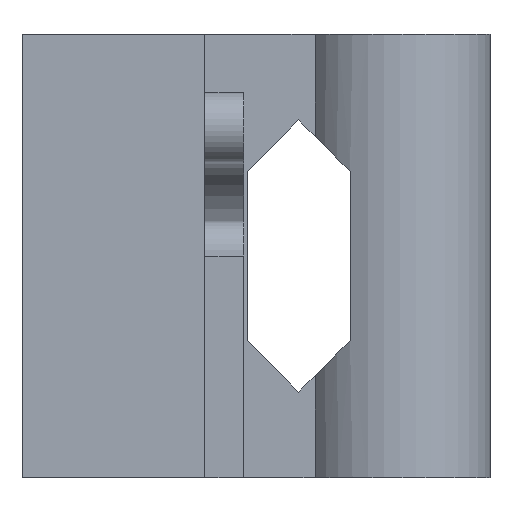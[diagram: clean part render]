
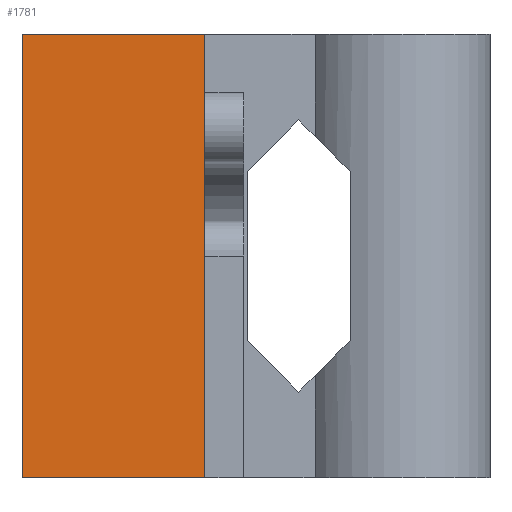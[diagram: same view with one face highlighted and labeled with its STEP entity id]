
A CAD part, front view. The second image highlights one B-rep face of the part: STEP entity #1781.
In plain terms, the highlighted planar face has unit normal (0, -1, 0).
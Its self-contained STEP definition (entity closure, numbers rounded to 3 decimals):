
#110 = PLANE('',#111);
#111 = AXIS2_PLACEMENT_3D('',#112,#113,#114);
#112 = CARTESIAN_POINT('',(-10.7,-8.25,57.));
#113 = DIRECTION('',(-0.,-0.,-1.));
#114 = DIRECTION('',(1.,0.,0.));
#1086 = PLANE('',#1087);
#1087 = AXIS2_PLACEMENT_3D('',#1088,#1089,#1090);
#1088 = CARTESIAN_POINT('',(-10.7,-8.25,0.));
#1089 = DIRECTION('',(-0.,-0.,1.));
#1090 = DIRECTION('',(-1.,0.,0.));
#1499 = PLANE('',#1500);
#1500 = AXIS2_PLACEMENT_3D('',#1501,#1502,#1503);
#1501 = CARTESIAN_POINT('',(-23.5,-8.25,0.));
#1502 = DIRECTION('',(-1.,-0.,-0.));
#1503 = DIRECTION('',(0.,1.,0.));
#1635 = VERTEX_POINT('',#1636);
#1636 = CARTESIAN_POINT('',(-23.5,-11.75,57.));
#1657 = EDGE_CURVE('',#1658,#1635,#1660,.T.);
#1658 = VERTEX_POINT('',#1659);
#1659 = CARTESIAN_POINT('',(-23.5,-11.75,0.));
#1660 = SURFACE_CURVE('',#1661,(#1665,#1672),.PCURVE_S1.);
#1661 = LINE('',#1662,#1663);
#1662 = CARTESIAN_POINT('',(-23.5,-11.75,0.));
#1663 = VECTOR('',#1664,1.);
#1664 = DIRECTION('',(0.,0.,1.));
#1665 = PCURVE('',#1499,#1666);
#1666 = DEFINITIONAL_REPRESENTATION('',(#1667),#1671);
#1667 = LINE('',#1668,#1669);
#1668 = CARTESIAN_POINT('',(-3.5,0.));
#1669 = VECTOR('',#1670,1.);
#1670 = DIRECTION('',(-0.,-1.));
#1671 = ( GEOMETRIC_REPRESENTATION_CONTEXT(2) 
PARAMETRIC_REPRESENTATION_CONTEXT() REPRESENTATION_CONTEXT('2D SPACE',''
  ) );
#1672 = PCURVE('',#1673,#1678);
#1673 = PLANE('',#1674);
#1674 = AXIS2_PLACEMENT_3D('',#1675,#1676,#1677);
#1675 = CARTESIAN_POINT('',(-23.5,-11.75,0.));
#1676 = DIRECTION('',(-0.,-1.,-0.));
#1677 = DIRECTION('',(-1.,0.,0.));
#1678 = DEFINITIONAL_REPRESENTATION('',(#1679),#1683);
#1679 = LINE('',#1680,#1681);
#1680 = CARTESIAN_POINT('',(0.,-0.));
#1681 = VECTOR('',#1682,1.);
#1682 = DIRECTION('',(-0.,-1.));
#1683 = ( GEOMETRIC_REPRESENTATION_CONTEXT(2) 
PARAMETRIC_REPRESENTATION_CONTEXT() REPRESENTATION_CONTEXT('2D SPACE',''
  ) );
#1781 = ADVANCED_FACE('',(#1782),#1673,.T.);
#1782 = FACE_BOUND('',#1783,.F.);
#1783 = EDGE_LOOP('',(#1784,#1785,#1808,#1836));
#1784 = ORIENTED_EDGE('',*,*,#1657,.T.);
#1785 = ORIENTED_EDGE('',*,*,#1786,.T.);
#1786 = EDGE_CURVE('',#1635,#1787,#1789,.T.);
#1787 = VERTEX_POINT('',#1788);
#1788 = CARTESIAN_POINT('',(0.,-11.75,57.));
#1789 = SURFACE_CURVE('',#1790,(#1794,#1801),.PCURVE_S1.);
#1790 = LINE('',#1791,#1792);
#1791 = CARTESIAN_POINT('',(-23.5,-11.75,57.));
#1792 = VECTOR('',#1793,1.);
#1793 = DIRECTION('',(1.,0.,0.));
#1794 = PCURVE('',#1673,#1795);
#1795 = DEFINITIONAL_REPRESENTATION('',(#1796),#1800);
#1796 = LINE('',#1797,#1798);
#1797 = CARTESIAN_POINT('',(-0.,-57.));
#1798 = VECTOR('',#1799,1.);
#1799 = DIRECTION('',(-1.,-0.));
#1800 = ( GEOMETRIC_REPRESENTATION_CONTEXT(2) 
PARAMETRIC_REPRESENTATION_CONTEXT() REPRESENTATION_CONTEXT('2D SPACE',''
  ) );
#1801 = PCURVE('',#110,#1802);
#1802 = DEFINITIONAL_REPRESENTATION('',(#1803),#1807);
#1803 = LINE('',#1804,#1805);
#1804 = CARTESIAN_POINT('',(-12.8,3.5));
#1805 = VECTOR('',#1806,1.);
#1806 = DIRECTION('',(1.,-0.));
#1807 = ( GEOMETRIC_REPRESENTATION_CONTEXT(2) 
PARAMETRIC_REPRESENTATION_CONTEXT() REPRESENTATION_CONTEXT('2D SPACE',''
  ) );
#1808 = ORIENTED_EDGE('',*,*,#1809,.F.);
#1809 = EDGE_CURVE('',#1810,#1787,#1812,.T.);
#1810 = VERTEX_POINT('',#1811);
#1811 = CARTESIAN_POINT('',(0.,-11.75,0.));
#1812 = SURFACE_CURVE('',#1813,(#1817,#1824),.PCURVE_S1.);
#1813 = LINE('',#1814,#1815);
#1814 = CARTESIAN_POINT('',(0.,-11.75,0.));
#1815 = VECTOR('',#1816,1.);
#1816 = DIRECTION('',(0.,0.,1.));
#1817 = PCURVE('',#1673,#1818);
#1818 = DEFINITIONAL_REPRESENTATION('',(#1819),#1823);
#1819 = LINE('',#1820,#1821);
#1820 = CARTESIAN_POINT('',(-23.5,-0.));
#1821 = VECTOR('',#1822,1.);
#1822 = DIRECTION('',(-0.,-1.));
#1823 = ( GEOMETRIC_REPRESENTATION_CONTEXT(2) 
PARAMETRIC_REPRESENTATION_CONTEXT() REPRESENTATION_CONTEXT('2D SPACE',''
  ) );
#1824 = PCURVE('',#1825,#1830);
#1825 = PLANE('',#1826);
#1826 = AXIS2_PLACEMENT_3D('',#1827,#1828,#1829);
#1827 = CARTESIAN_POINT('',(0.,-11.75,57.));
#1828 = DIRECTION('',(1.,-0.,-0.));
#1829 = DIRECTION('',(0.,0.,-1.));
#1830 = DEFINITIONAL_REPRESENTATION('',(#1831),#1835);
#1831 = LINE('',#1832,#1833);
#1832 = CARTESIAN_POINT('',(57.,-0.));
#1833 = VECTOR('',#1834,1.);
#1834 = DIRECTION('',(-1.,0.));
#1835 = ( GEOMETRIC_REPRESENTATION_CONTEXT(2) 
PARAMETRIC_REPRESENTATION_CONTEXT() REPRESENTATION_CONTEXT('2D SPACE',''
  ) );
#1836 = ORIENTED_EDGE('',*,*,#1837,.F.);
#1837 = EDGE_CURVE('',#1658,#1810,#1838,.T.);
#1838 = SURFACE_CURVE('',#1839,(#1843,#1850),.PCURVE_S1.);
#1839 = LINE('',#1840,#1841);
#1840 = CARTESIAN_POINT('',(-23.5,-11.75,0.));
#1841 = VECTOR('',#1842,1.);
#1842 = DIRECTION('',(1.,0.,0.));
#1843 = PCURVE('',#1673,#1844);
#1844 = DEFINITIONAL_REPRESENTATION('',(#1845),#1849);
#1845 = LINE('',#1846,#1847);
#1846 = CARTESIAN_POINT('',(-0.,-0.));
#1847 = VECTOR('',#1848,1.);
#1848 = DIRECTION('',(-1.,-0.));
#1849 = ( GEOMETRIC_REPRESENTATION_CONTEXT(2) 
PARAMETRIC_REPRESENTATION_CONTEXT() REPRESENTATION_CONTEXT('2D SPACE',''
  ) );
#1850 = PCURVE('',#1086,#1851);
#1851 = DEFINITIONAL_REPRESENTATION('',(#1852),#1856);
#1852 = LINE('',#1853,#1854);
#1853 = CARTESIAN_POINT('',(12.8,3.5));
#1854 = VECTOR('',#1855,1.);
#1855 = DIRECTION('',(-1.,0.));
#1856 = ( GEOMETRIC_REPRESENTATION_CONTEXT(2) 
PARAMETRIC_REPRESENTATION_CONTEXT() REPRESENTATION_CONTEXT('2D SPACE',''
  ) );
